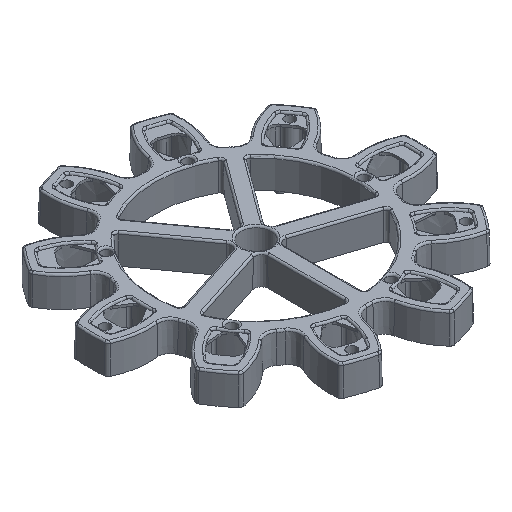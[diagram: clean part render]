
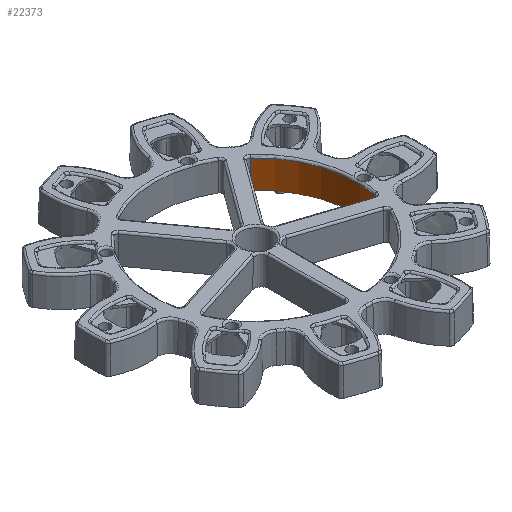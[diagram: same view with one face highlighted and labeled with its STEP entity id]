
A CAD part, isometric view. The second image highlights one B-rep face of the part: STEP entity #22373.
In plain terms, the highlighted conical face has half-angle 1 degrees and reference radius 85.039 mm.
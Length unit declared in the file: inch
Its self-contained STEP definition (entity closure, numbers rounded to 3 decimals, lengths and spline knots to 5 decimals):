
#868=CONICAL_SURFACE('',#25626,3.348,0.017);
#1305=LINE('',#36727,#2369);
#1306=LINE('',#36730,#2370);
#2369=VECTOR('',#28406,39.37008);
#2370=VECTOR('',#28409,39.37008);
#4321=FACE_OUTER_BOUND('',#5782,.T.);
#5782=EDGE_LOOP('',(#18233,#18234,#18235,#18236));
#6843=CIRCLE('',#23465,3.34911);
#7522=CIRCLE('',#24369,3.36545);
#8908=VERTEX_POINT('',#35150);
#8909=VERTEX_POINT('',#35154);
#9400=VERTEX_POINT('',#36725);
#9401=VERTEX_POINT('',#36729);
#11291=EDGE_CURVE('',#8908,#8909,#6843,.T.);
#11828=EDGE_CURVE('',#8909,#9400,#1305,.T.);
#11829=EDGE_CURVE('',#8908,#9401,#1306,.T.);
#12243=EDGE_CURVE('',#9400,#9401,#7522,.T.);
#18233=ORIENTED_EDGE('',*,*,#11829,.F.);
#18234=ORIENTED_EDGE('',*,*,#11291,.T.);
#18235=ORIENTED_EDGE('',*,*,#11828,.T.);
#18236=ORIENTED_EDGE('',*,*,#12243,.T.);
#22373=ADVANCED_FACE('',(#4321),#868,.F.);
#23465=AXIS2_PLACEMENT_3D('',#35259,#27194,#27195);
#24369=AXIS2_PLACEMENT_3D('',#37818,#29229,#29230);
#25626=AXIS2_PLACEMENT_3D('',#41010,#32165,#32166);
#27194=DIRECTION('center_axis',(0.,0.,1.));
#27195=DIRECTION('ref_axis',(-1.,0.,0.));
#28406=DIRECTION('',(0.012,0.013,-1.));
#28409=DIRECTION('',(0.017,-0.004,-1.));
#29229=DIRECTION('center_axis',(0.,0.,-1.));
#29230=DIRECTION('ref_axis',(1.,0.,0.));
#32165=DIRECTION('center_axis',(0.,0.,-1.));
#32166=DIRECTION('ref_axis',(-0.309,0.951,0.));
#35150=CARTESIAN_POINT('',(3.27999,-0.67687,0.93641));
#35154=CARTESIAN_POINT('',(2.27305,2.45963,0.93641));
#35259=CARTESIAN_POINT('Origin',(0.,0.,0.93641));
#36725=CARTESIAN_POINT('',(2.28414,2.47163,0.));
#36727=CARTESIAN_POINT('',(2.27229,2.45881,1.));
#36729=CARTESIAN_POINT('',(3.296,-0.68018,0.));
#36730=CARTESIAN_POINT('',(3.27891,-0.67665,1.));
#37818=CARTESIAN_POINT('Origin',(0.,0.,0.));
#41010=CARTESIAN_POINT('Origin',(0.,0.,1.));
